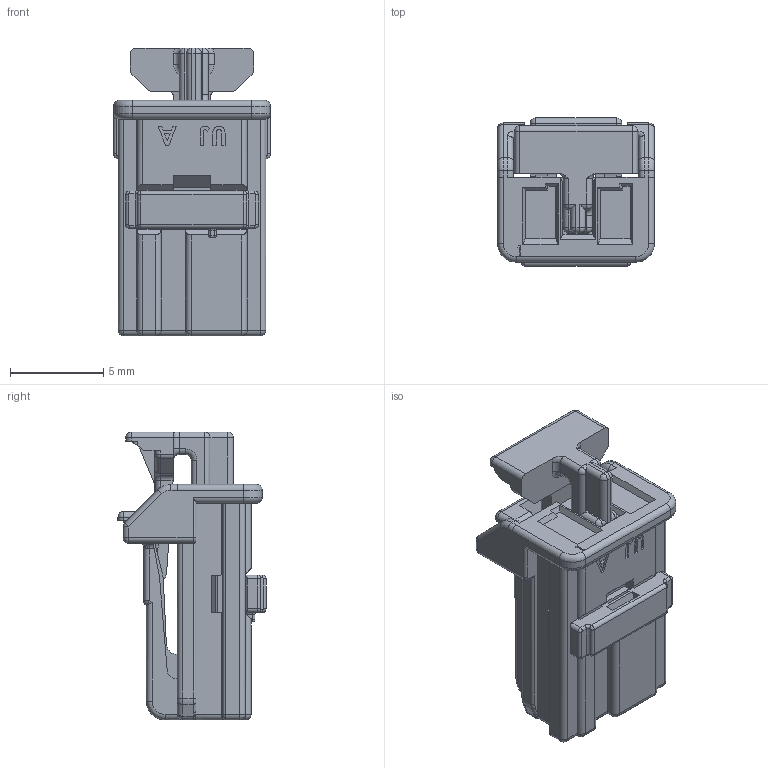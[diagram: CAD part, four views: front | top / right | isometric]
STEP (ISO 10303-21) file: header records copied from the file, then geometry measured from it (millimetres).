
FILE_DESCRIPTION (( 'STEP AP214' ), '1' );
FILE_NAME ('C_020_D_C_2F_ASSY_(A)_Rev.A.STEP', '2020-12-03T01:41:18', ( '' ), ( '' ), 'SwSTEP 2.0', 'SolidWorks 2019', '' );
FILE_SCHEMA (( 'AUTOMOTIVE_DESIGN' ));
Length unit declared in the file: millimetre
Products named in the file (1): C_020_D_C_2F_ASSY_(A)_Rev.A
Bounding box: 8.4 x 7.92 x 15.4 mm (x, y, z)
Volume: 457.2 mm3; surface area: 702.3 mm2
Topology: 1 solids, 1 shells, 594 faces, 1525 edges, 905 vertices
Faces by surface type: plane 259, cylinder 216, bspline 48, torus 41, sphere 30
Entity records: 25637 total; most frequent: CARTESIAN_POINT 5171, ORIENTED_EDGE 2978, DIRECTION 2843, EDGE_CURVE 1489, AXIS2_PLACEMENT_3D 953, LINE 937, VECTOR 937, VERTEX_POINT 905
